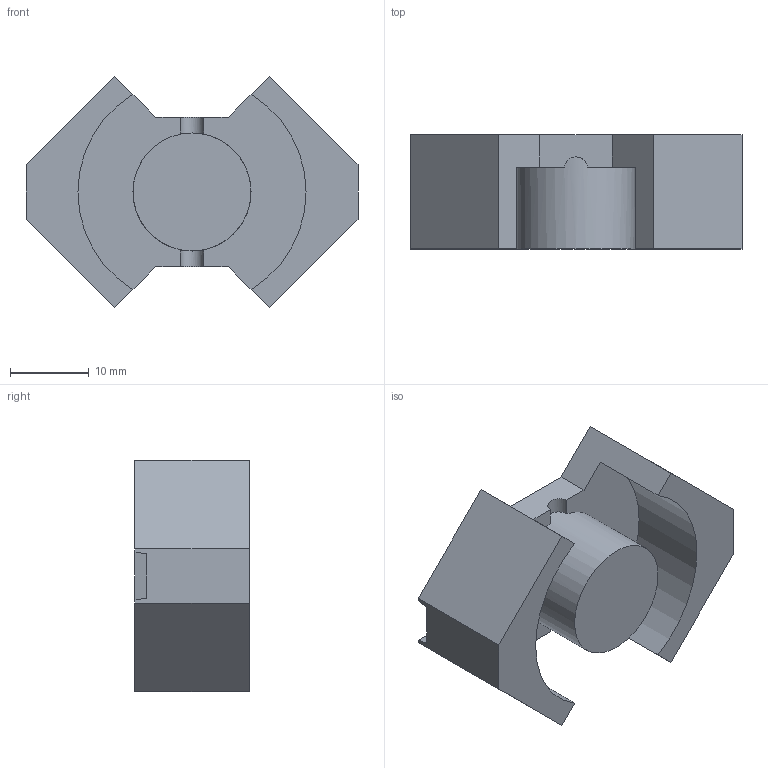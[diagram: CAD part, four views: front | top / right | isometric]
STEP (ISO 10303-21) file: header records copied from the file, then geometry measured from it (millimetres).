
FILE_DESCRIPTION (( 'STEP AP214' ), '1' );
FILE_NAME ('RM-14.step', '2018-04-25T18:09:20', ( '' ), ( '' ), 'SwSTEP 2.0', 'SolidWorks 2017', '' );
FILE_SCHEMA (( 'AUTOMOTIVE_DESIGN' ));
Length unit declared in the file: millimetre
Products named in the file (1): RM-14
Bounding box: 42.2 x 14.5 x 29.45 mm (x, y, z)
Volume: 8153.4 mm3; surface area: 4278.8 mm2
Topology: 1 solids, 1 shells, 31 faces, 87 edges, 58 vertices
Faces by surface type: plane 26, cylinder 5
Full cylindrical faces by diameter (mm): 15 x1
Entity records: 1044 total; most frequent: CARTESIAN_POINT 212, ORIENTED_EDGE 170, DIRECTION 156, EDGE_CURVE 85, VECTOR 74, LINE 74, VERTEX_POINT 57, AXIS2_PLACEMENT_3D 41
